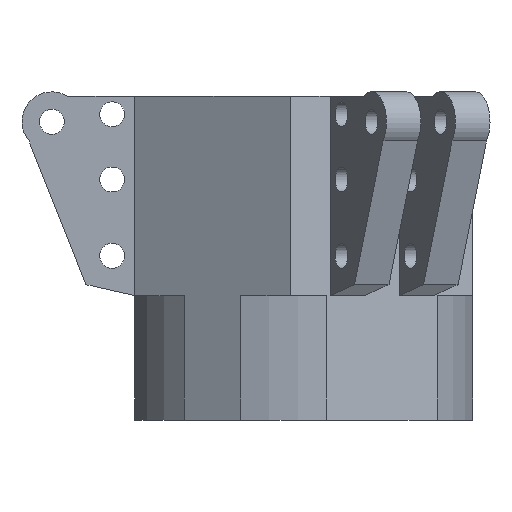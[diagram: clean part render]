
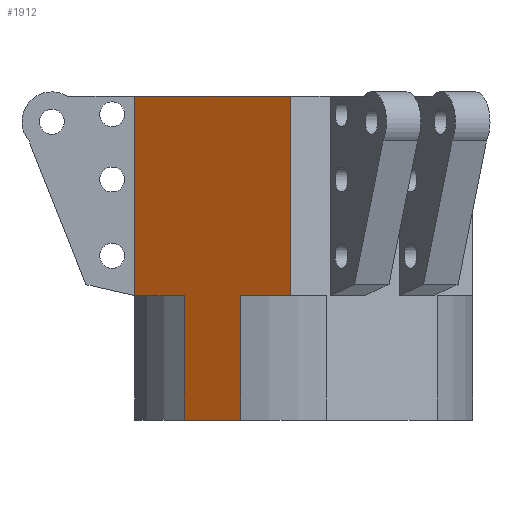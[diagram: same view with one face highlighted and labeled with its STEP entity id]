
A CAD part, left-side view. The second image highlights one B-rep face of the part: STEP entity #1912.
In plain terms, the highlighted planar face has unit normal (-0.866, 0.5, 0).
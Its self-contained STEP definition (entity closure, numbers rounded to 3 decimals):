
#259=FACE_OUTER_BOUND('',#390,.T.);
#390=EDGE_LOOP('',(#1630,#1631,#1632,#1633,#1634,#1635,#1636,#1637));
#451=LINE('',#2713,#640);
#453=LINE('',#2722,#642);
#499=LINE('',#2849,#688);
#574=LINE('',#3099,#763);
#584=LINE('',#3117,#773);
#587=LINE('',#3124,#776);
#588=LINE('',#3125,#777);
#589=LINE('',#3126,#778);
#640=VECTOR('',#2170,10.);
#642=VECTOR('',#2178,10.);
#688=VECTOR('',#2278,10.);
#763=VECTOR('',#2549,10.);
#773=VECTOR('',#2567,10.);
#776=VECTOR('',#2574,10.);
#777=VECTOR('',#2575,10.);
#778=VECTOR('',#2576,10.);
#821=VERTEX_POINT('',#2711);
#822=VERTEX_POINT('',#2712);
#825=VERTEX_POINT('',#2720);
#826=VERTEX_POINT('',#2721);
#879=VERTEX_POINT('',#2846);
#880=VERTEX_POINT('',#2848);
#961=VERTEX_POINT('',#3115);
#963=VERTEX_POINT('',#3123);
#1006=EDGE_CURVE('',#821,#822,#451,.T.);
#1010=EDGE_CURVE('',#825,#826,#453,.T.);
#1071=EDGE_CURVE('',#879,#880,#499,.T.);
#1198=EDGE_CURVE('',#822,#825,#574,.T.);
#1208=EDGE_CURVE('',#821,#961,#584,.T.);
#1211=EDGE_CURVE('',#963,#826,#587,.T.);
#1212=EDGE_CURVE('',#961,#880,#588,.T.);
#1213=EDGE_CURVE('',#963,#879,#589,.T.);
#1630=ORIENTED_EDGE('',*,*,#1211,.T.);
#1631=ORIENTED_EDGE('',*,*,#1010,.F.);
#1632=ORIENTED_EDGE('',*,*,#1198,.F.);
#1633=ORIENTED_EDGE('',*,*,#1006,.F.);
#1634=ORIENTED_EDGE('',*,*,#1208,.T.);
#1635=ORIENTED_EDGE('',*,*,#1212,.T.);
#1636=ORIENTED_EDGE('',*,*,#1071,.F.);
#1637=ORIENTED_EDGE('',*,*,#1213,.F.);
#1821=PLANE('',#2091);
#1912=ADVANCED_FACE('',(#259),#1821,.T.);
#2091=AXIS2_PLACEMENT_3D('',#3122,#2572,#2573);
#2170=DIRECTION('',(0.,0.,-1.));
#2178=DIRECTION('',(0.,0.,1.));
#2278=DIRECTION('',(-0.5,-0.866,0.));
#2549=DIRECTION('',(0.5,0.866,0.));
#2567=DIRECTION('',(-0.5,-0.866,0.));
#2572=DIRECTION('center_axis',(-0.866,0.5,0.));
#2573=DIRECTION('ref_axis',(-0.5,-0.866,0.));
#2574=DIRECTION('',(-0.5,-0.866,0.));
#2575=DIRECTION('',(0.,0.,1.));
#2576=DIRECTION('',(0.,0.,1.));
#2711=CARTESIAN_POINT('',(-33.474,11.822,0.));
#2712=CARTESIAN_POINT('',(-33.474,11.822,-25.));
#2713=CARTESIAN_POINT('',(-33.474,11.822,0.));
#2720=CARTESIAN_POINT('',(-26.975,23.078,-25.));
#2721=CARTESIAN_POINT('',(-26.975,23.078,0.));
#2722=CARTESIAN_POINT('',(-26.975,23.078,0.));
#2846=CARTESIAN_POINT('',(-21.189,33.1,40.));
#2848=CARTESIAN_POINT('',(-39.26,1.8,40.));
#2849=CARTESIAN_POINT('',(-21.189,33.1,40.));
#3099=CARTESIAN_POINT('',(-28.599,20.264,-25.));
#3115=CARTESIAN_POINT('',(-39.26,1.8,0.));
#3117=CARTESIAN_POINT('',(-21.189,33.1,0.));
#3122=CARTESIAN_POINT('Origin',(-21.189,33.1,0.));
#3123=CARTESIAN_POINT('',(-21.189,33.1,0.));
#3124=CARTESIAN_POINT('',(-21.189,33.1,0.));
#3125=CARTESIAN_POINT('',(-39.26,1.8,0.));
#3126=CARTESIAN_POINT('',(-21.189,33.1,0.));
